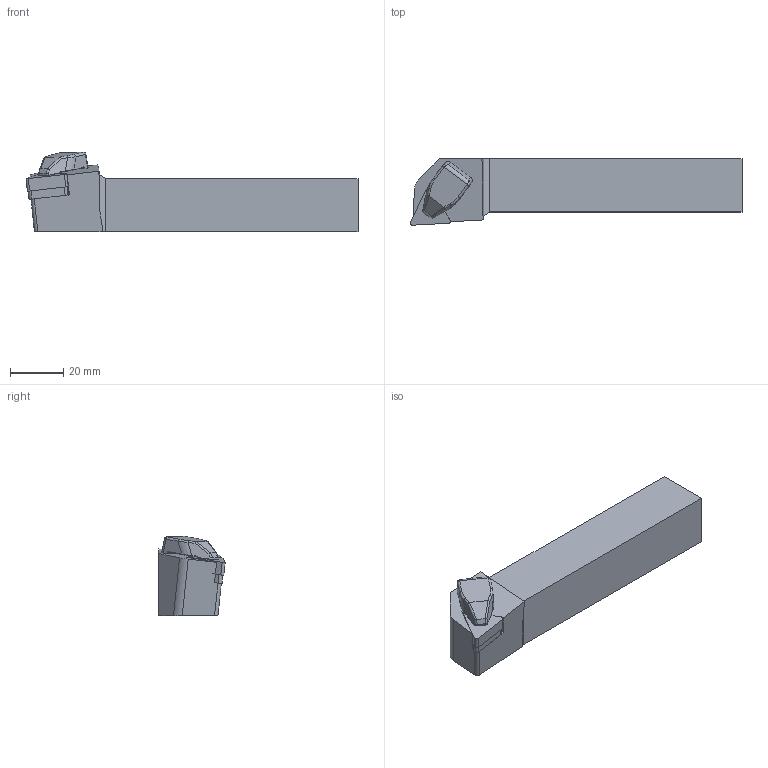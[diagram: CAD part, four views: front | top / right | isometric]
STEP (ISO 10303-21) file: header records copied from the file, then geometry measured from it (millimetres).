
FILE_DESCRIPTION(/* description */ (''),/* implementation_level */ '2;1');
FILE_NAME(/* name */ 'TTJNR-2020-K16.stp',/* time_stamp */ '2023-10-17T09:21:53+03:00',/* author */ (''),/* organization */ (''),/* preprocessor_version */ 'ST-DEVELOPER v19.4',/* originating_system */ 'SIEMENS PLM Software NX2306.3001',/* authorisation */ '');
FILE_SCHEMA (('AUTOMOTIVE_DESIGN { 1 0 10303 214 3 1 1 1 }'));
Length unit declared in the file: millimetre
Products named in the file (1): TTJNR-2020-K16
Bounding box: 125 x 25 x 29.91 mm (x, y, z)
Volume: 52324.7 mm3; surface area: 12062 mm2
Topology: 2 solids, 2 shells, 95 faces, 234 edges, 141 vertices
Faces by surface type: plane 40, cylinder 38, bspline 13, sphere 2, torus 2
Full cylindrical faces by diameter (mm): 3.4 x1
Entity records: 3151 total; most frequent: CARTESIAN_POINT 842, DIRECTION 480, ORIENTED_EDGE 456, EDGE_CURVE 228, AXIS2_PLACEMENT_3D 173, VERTEX_POINT 141, LINE 134, VECTOR 134
